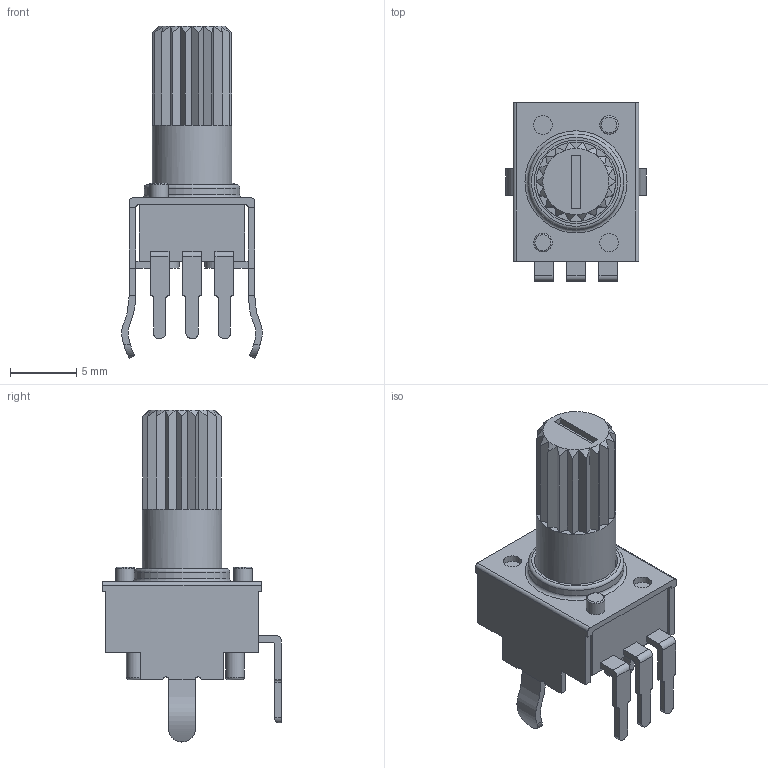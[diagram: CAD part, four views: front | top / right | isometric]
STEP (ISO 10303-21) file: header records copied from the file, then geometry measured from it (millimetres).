
FILE_DESCRIPTION(/* description */ ('Unknown'),/* implementation_level */ '2;1');
FILE_NAME(/* name */ 'RV09 Potentiometer.step',/* time_stamp */ '2025-05-23T19:40:59+10:00',/* author */ (''),/* organization */ (''),/* preprocessor_version */ 'ST-DEVELOPER v20.1',/* originating_system */ 'Autodesk Translation Framework v14.4.0.0',/* authorisation */ '');
FILE_SCHEMA (('AUTOMOTIVE_DESIGN { 1 0 10303 214 3 1 1 }'));
Length unit declared in the file: millimetre
Products named in the file (1): 1
Bounding box: 10.63 x 13.51 x 25.1 mm (x, y, z)
Volume: 905.2 mm3; surface area: 1202.3 mm2
Topology: 1 solids, 1 shells, 230 faces, 560 edges, 337 vertices
Faces by surface type: plane 153, cylinder 47, cone 18, torus 6, bspline 6
Full cylindrical faces by diameter (mm): 1.4 x6, 6 x1, 6.3 x1, 7.224 x1
Entity records: 7155 total; most frequent: CARTESIAN_POINT 1581, ORIENTED_EDGE 1120, DIRECTION 1077, EDGE_CURVE 560, LINE 367, VECTOR 367, AXIS2_PLACEMENT_3D 355, VERTEX_POINT 337
